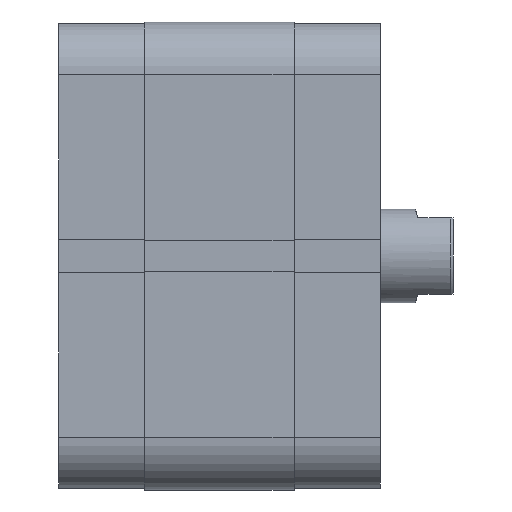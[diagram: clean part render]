
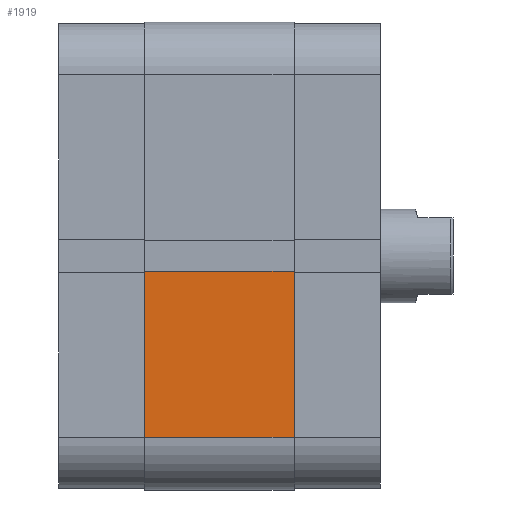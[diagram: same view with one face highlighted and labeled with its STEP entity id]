
A CAD part, front view. The second image highlights one B-rep face of the part: STEP entity #1919.
In plain terms, the highlighted planar face has unit normal (0, -1, 0).
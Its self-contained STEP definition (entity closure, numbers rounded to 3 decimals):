
#218 = AXIS2_PLACEMENT_3D ( 'NONE', #838, #844, #845 ) ;
#835 = PLANE ( 'NONE',  #218 ) ;
#838 = CARTESIAN_POINT ( 'NONE',  ( 0., -40., 25.5 ) ) ;
#844 = DIRECTION ( 'NONE',  ( 0., 1., 0. ) ) ;
#845 = DIRECTION ( 'NONE',  ( 0., 0., 1. ) ) ;
#1648 = CARTESIAN_POINT ( 'NONE',  ( 0., -40., 0. ) ) ;
#1649 = DIRECTION ( 'NONE',  ( 1., 0., 0. ) ) ;
#1652 = CARTESIAN_POINT ( 'NONE',  ( 0., -40., 25.5 ) ) ;
#1653 = DIRECTION ( 'NONE',  ( 1., 0., 0. ) ) ;
#1661 = CARTESIAN_POINT ( 'NONE',  ( -2.6, -40., 25.5 ) ) ;
#1662 = DIRECTION ( 'NONE',  ( 0., 0., -1. ) ) ;
#1669 = CARTESIAN_POINT ( 'NONE',  ( -31., -40., 25.5 ) ) ;
#1670 = DIRECTION ( 'NONE',  ( 0., 0., -1. ) ) ;
#1919 = ADVANCED_FACE ( 'NONE', ( #6268 ), #835, .F. ) ;
#2389 = EDGE_CURVE ( 'NONE', #5367, #5343, #3690, .T. ) ;
#2391 = EDGE_CURVE ( 'NONE', #5410, #5322, #3693, .T. ) ;
#2395 = EDGE_CURVE ( 'NONE', #5322, #5343, #3701, .T. ) ;
#2399 = EDGE_CURVE ( 'NONE', #5410, #5367, #3709, .T. ) ;
#3250 = ORIENTED_EDGE ( 'NONE', *, *, #2399, .T. ) ;
#3309 = ORIENTED_EDGE ( 'NONE', *, *, #2389, .T. ) ;
#3412 = ORIENTED_EDGE ( 'NONE', *, *, #2395, .F. ) ;
#3414 = ORIENTED_EDGE ( 'NONE', *, *, #2391, .F. ) ;
#3690 = LINE ( 'NONE', #1648, #3691 ) ;
#3691 = VECTOR ( 'NONE', #1649, 1000. ) ;
#3693 = LINE ( 'NONE', #1652, #3694 ) ;
#3694 = VECTOR ( 'NONE', #1653, 1000. ) ;
#3701 = LINE ( 'NONE', #1661, #3702 ) ;
#3702 = VECTOR ( 'NONE', #1662, 1000. ) ;
#3709 = LINE ( 'NONE', #1669, #3710 ) ;
#3710 = VECTOR ( 'NONE', #1670, 1000. ) ;
#4803 = CARTESIAN_POINT ( 'NONE',  ( -2.6, -40., 25.5 ) ) ;
#4818 = CARTESIAN_POINT ( 'NONE',  ( -2.6, -40., 0. ) ) ;
#4839 = CARTESIAN_POINT ( 'NONE',  ( -31., -40., 0. ) ) ;
#4865 = CARTESIAN_POINT ( 'NONE',  ( -31., -40., 25.5 ) ) ;
#5086 = EDGE_LOOP ( 'NONE', ( #3309, #3412, #3414, #3250 ) ) ;
#5322 = VERTEX_POINT ( 'NONE', #4803 ) ;
#5343 = VERTEX_POINT ( 'NONE', #4818 ) ;
#5367 = VERTEX_POINT ( 'NONE', #4839 ) ;
#5410 = VERTEX_POINT ( 'NONE', #4865 ) ;
#6268 = FACE_OUTER_BOUND ( 'NONE', #5086, .T. ) ;
